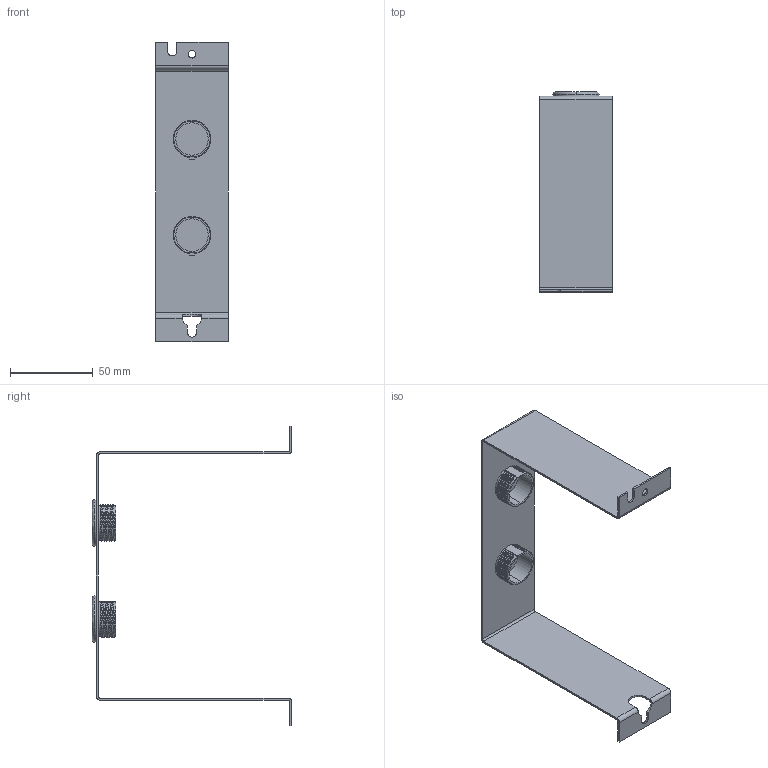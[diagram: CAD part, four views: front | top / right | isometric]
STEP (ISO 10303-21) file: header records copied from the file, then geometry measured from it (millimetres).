
FILE_DESCRIPTION (( 'STEP AP203' ), '1' );
FILE_NAME ('KESWPP.step', '2020-08-11T10:59:08', ( '' ), ( '' ), 'SwSTEP 2.0', 'SolidWorks 2019', '' );
FILE_SCHEMA (( 'CONFIG_CONTROL_DESIGN' ));
Length unit declared in the file: inch
Products named in the file (1): KESWPP
Bounding box: 44 x 120.7 x 180.8 mm (x, y, z)
Volume: 25444.2 mm3; surface area: 41575.5 mm2
Topology: 3 solids, 3 shells, 165 faces, 463 edges, 306 vertices
Faces by surface type: bspline 60, cylinder 56, plane 49
Entity records: 32520 total; most frequent: CARTESIAN_POINT 28807, ORIENTED_EDGE 926, DIRECTION 555, EDGE_CURVE 463, VERTEX_POINT 306, VECTOR 199, LINE 199, AXIS2_PLACEMENT_3D 178
